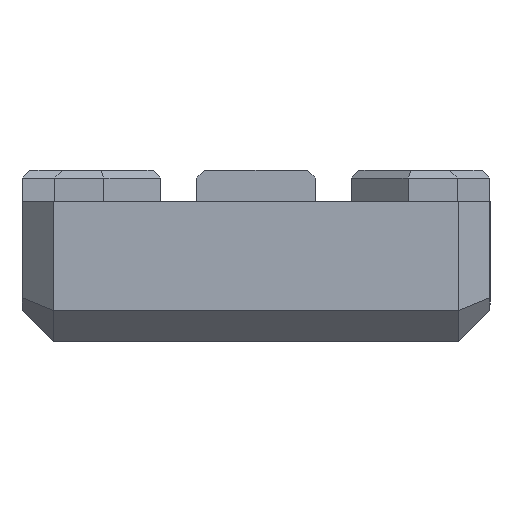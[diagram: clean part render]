
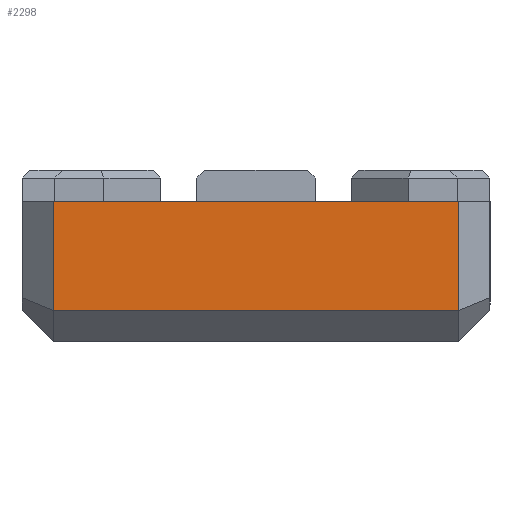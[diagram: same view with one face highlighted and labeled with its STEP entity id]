
A CAD part, left-side view. The second image highlights one B-rep face of the part: STEP entity #2298.
In plain terms, the highlighted planar face has unit normal (-1, 0, 0).
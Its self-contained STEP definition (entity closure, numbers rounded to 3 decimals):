
#82=PLANE('',#2443);
#211=FACE_OUTER_BOUND('',#345,.T.);
#345=EDGE_LOOP('',(#1906,#1907,#1908,#1909));
#493=LINE('',#3479,#777);
#523=LINE('',#3590,#807);
#549=LINE('',#3638,#833);
#564=LINE('',#3668,#848);
#777=VECTOR('',#2633,10.);
#807=VECTOR('',#2701,10.);
#833=VECTOR('',#2745,10.);
#848=VECTOR('',#2770,10.);
#1092=VERTEX_POINT('',#3476);
#1093=VERTEX_POINT('',#3478);
#1131=VERTEX_POINT('',#3589);
#1137=VERTEX_POINT('',#3613);
#1334=EDGE_CURVE('',#1093,#1092,#493,.T.);
#1381=EDGE_CURVE('',#1131,#1092,#523,.T.);
#1407=EDGE_CURVE('',#1093,#1137,#549,.T.);
#1422=EDGE_CURVE('',#1137,#1131,#564,.T.);
#1906=ORIENTED_EDGE('',*,*,#1381,.F.);
#1907=ORIENTED_EDGE('',*,*,#1422,.F.);
#1908=ORIENTED_EDGE('',*,*,#1407,.F.);
#1909=ORIENTED_EDGE('',*,*,#1334,.T.);
#2298=ADVANCED_FACE('',(#211),#82,.T.);
#2443=AXIS2_PLACEMENT_3D('',#3675,#2776,#2777);
#2633=DIRECTION('',(0.,1.,0.));
#2701=DIRECTION('',(0.,0.,1.));
#2745=DIRECTION('',(0.,0.,-1.));
#2770=DIRECTION('',(0.,1.,0.));
#2776=DIRECTION('center_axis',(-1.,0.,0.));
#2777=DIRECTION('ref_axis',(0.,1.,0.));
#3476=CARTESIAN_POINT('',(-24.25,13.,0.));
#3478=CARTESIAN_POINT('',(-24.25,-13.,0.));
#3479=CARTESIAN_POINT('',(-24.25,-15.,0.));
#3589=CARTESIAN_POINT('',(-24.25,13.,-7.));
#3590=CARTESIAN_POINT('',(-24.25,13.,0.));
#3613=CARTESIAN_POINT('',(-24.25,-13.,-7.));
#3638=CARTESIAN_POINT('',(-24.25,-13.,0.));
#3668=CARTESIAN_POINT('',(-24.25,-7.5,-7.));
#3675=CARTESIAN_POINT('Origin',(-24.25,-15.,0.));
